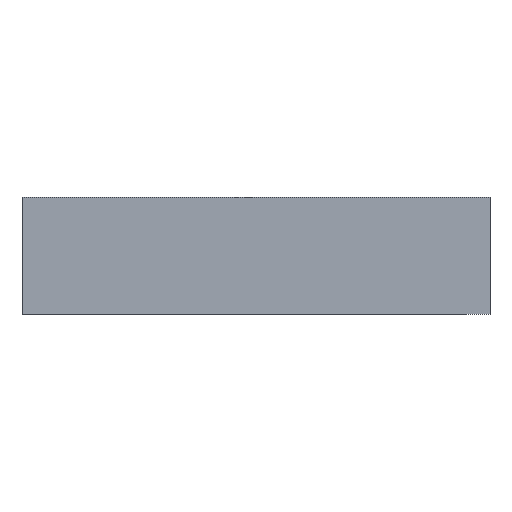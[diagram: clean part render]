
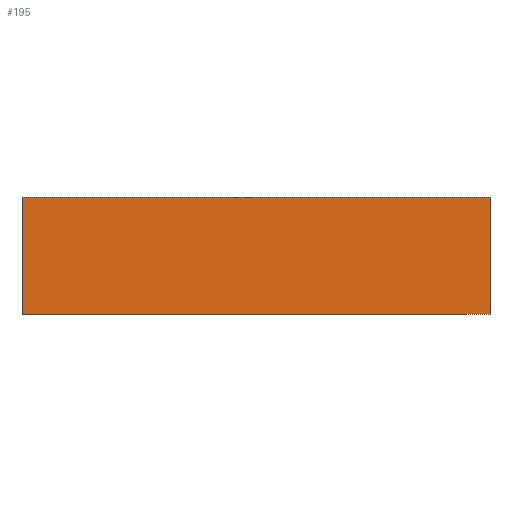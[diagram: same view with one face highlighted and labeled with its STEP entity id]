
A CAD part, front view. The second image highlights one B-rep face of the part: STEP entity #195.
In plain terms, the highlighted planar face has unit normal (0, -1, 0).
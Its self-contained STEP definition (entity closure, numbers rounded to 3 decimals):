
#195=ADVANCED_FACE('',(#276),#250,.F.);
#250=PLANE('',#793);
#276=FACE_OUTER_BOUND('',#310,.T.);
#310=EDGE_LOOP('',(#408,#409,#410,#411));
#408=ORIENTED_EDGE('',*,*,#662,.T.);
#409=ORIENTED_EDGE('',*,*,#663,.F.);
#410=ORIENTED_EDGE('',*,*,#664,.F.);
#411=ORIENTED_EDGE('',*,*,#659,.T.);
#587=VERTEX_POINT('',#1094);
#588=VERTEX_POINT('',#1096);
#590=VERTEX_POINT('',#1102);
#591=VERTEX_POINT('',#1104);
#659=EDGE_CURVE('',#588,#587,#750,.T.);
#662=EDGE_CURVE('',#587,#590,#753,.T.);
#663=EDGE_CURVE('',#591,#590,#754,.T.);
#664=EDGE_CURVE('',#588,#591,#755,.T.);
#750=LINE('',#1095,#771);
#753=LINE('',#1101,#774);
#754=LINE('',#1103,#775);
#755=LINE('',#1105,#776);
#771=VECTOR('',#887,1.);
#774=VECTOR('',#892,1.);
#775=VECTOR('',#893,1.);
#776=VECTOR('',#894,1.);
#793=AXIS2_PLACEMENT_3D('',#1106,#895,#896);
#887=DIRECTION('',(0.,0.,1.));
#892=DIRECTION('',(-1.,0.,0.));
#893=DIRECTION('',(0.,0.,1.));
#894=DIRECTION('',(-1.,0.,0.));
#895=DIRECTION('',(0.,1.,0.));
#896=DIRECTION('',(0.,0.,1.));
#1094=CARTESIAN_POINT('',(20.,0.,5.));
#1095=CARTESIAN_POINT('',(20.,0.,0.));
#1096=CARTESIAN_POINT('',(20.,0.,0.));
#1101=CARTESIAN_POINT('',(20.,0.,5.));
#1102=CARTESIAN_POINT('',(0.,0.,5.));
#1103=CARTESIAN_POINT('',(0.,0.,0.));
#1104=CARTESIAN_POINT('',(0.,0.,0.));
#1105=CARTESIAN_POINT('',(20.,0.,0.));
#1106=CARTESIAN_POINT('',(20.,0.,0.));
